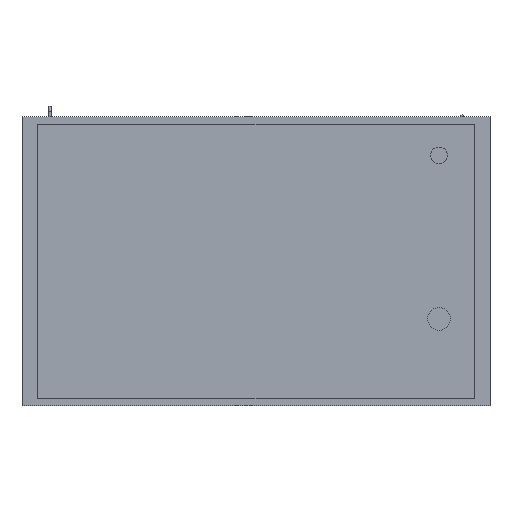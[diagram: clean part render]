
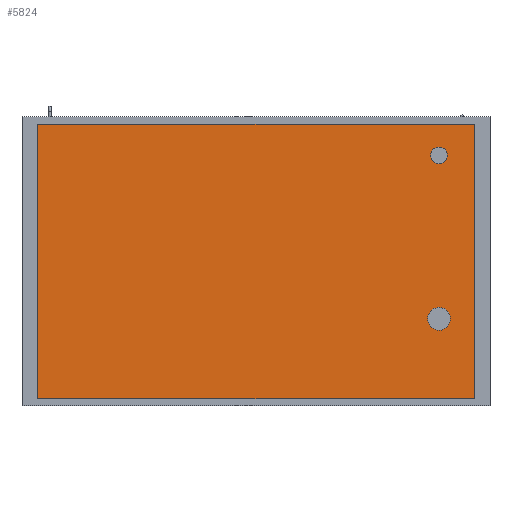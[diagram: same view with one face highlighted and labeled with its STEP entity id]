
A CAD part, front view. The second image highlights one B-rep face of the part: STEP entity #5824.
In plain terms, the highlighted planar face has unit normal (0, -1, 0).
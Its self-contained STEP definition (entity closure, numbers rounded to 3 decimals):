
#92=FACE_BOUND('',#761,.T.);
#93=FACE_BOUND('',#762,.T.);
#112=PLANE('',#6245);
#401=FACE_OUTER_BOUND('',#760,.T.);
#760=EDGE_LOOP('',(#4111,#4112,#4113,#4114));
#761=EDGE_LOOP('',(#4115));
#762=EDGE_LOOP('',(#4116));
#1126=LINE('',#8481,#1823);
#1130=LINE('',#8489,#1827);
#1133=LINE('',#8495,#1830);
#1136=LINE('',#8500,#1833);
#1823=VECTOR('',#6775,10.);
#1827=VECTOR('',#6781,10.);
#1830=VECTOR('',#6786,10.);
#1833=VECTOR('',#6791,10.);
#2507=CIRCLE('',#6229,20.);
#2509=CIRCLE('',#6233,27.5);
#2653=VERTEX_POINT('',#8442);
#2655=VERTEX_POINT('',#8449);
#2664=VERTEX_POINT('',#8479);
#2665=VERTEX_POINT('',#8480);
#2668=VERTEX_POINT('',#8488);
#2670=VERTEX_POINT('',#8494);
#3216=EDGE_CURVE('',#2653,#2653,#2507,.T.);
#3219=EDGE_CURVE('',#2655,#2655,#2509,.T.);
#3232=EDGE_CURVE('',#2664,#2665,#1126,.T.);
#3236=EDGE_CURVE('',#2668,#2664,#1130,.T.);
#3239=EDGE_CURVE('',#2670,#2668,#1133,.T.);
#3242=EDGE_CURVE('',#2665,#2670,#1136,.T.);
#4111=ORIENTED_EDGE('',*,*,#3242,.F.);
#4112=ORIENTED_EDGE('',*,*,#3232,.F.);
#4113=ORIENTED_EDGE('',*,*,#3236,.F.);
#4114=ORIENTED_EDGE('',*,*,#3239,.F.);
#4115=ORIENTED_EDGE('',*,*,#3216,.T.);
#4116=ORIENTED_EDGE('',*,*,#3219,.T.);
#5824=ADVANCED_FACE('',(#401,#92,#93),#112,.F.);
#6229=AXIS2_PLACEMENT_3D('',#8444,#6738,#6739);
#6233=AXIS2_PLACEMENT_3D('',#8451,#6747,#6748);
#6245=AXIS2_PLACEMENT_3D('',#8503,#6795,#6796);
#6738=DIRECTION('center_axis',(0.,1.,0.));
#6739=DIRECTION('ref_axis',(1.,0.,0.));
#6747=DIRECTION('center_axis',(0.,1.,0.));
#6748=DIRECTION('ref_axis',(1.,0.,0.));
#6775=DIRECTION('',(0.,0.,1.));
#6781=DIRECTION('',(-1.,0.,0.));
#6786=DIRECTION('',(0.,0.,-1.));
#6791=DIRECTION('',(1.,0.,0.));
#6795=DIRECTION('center_axis',(0.,1.,0.));
#6796=DIRECTION('ref_axis',(0.,0.,1.));
#8442=CARTESIAN_POINT('',(420.,0.,255.));
#8444=CARTESIAN_POINT('Origin',(440.,0.,255.));
#8449=CARTESIAN_POINT('',(412.5,0.,-138.));
#8451=CARTESIAN_POINT('Origin',(440.,0.,-138.));
#8479=CARTESIAN_POINT('',(-525.,0.,-330.));
#8480=CARTESIAN_POINT('',(-525.,0.,330.));
#8481=CARTESIAN_POINT('',(-525.,0.,-330.));
#8488=CARTESIAN_POINT('',(525.,0.,-330.));
#8489=CARTESIAN_POINT('',(525.,0.,-330.));
#8494=CARTESIAN_POINT('',(525.,0.,330.));
#8495=CARTESIAN_POINT('',(525.,0.,330.));
#8500=CARTESIAN_POINT('',(-525.,0.,330.));
#8503=CARTESIAN_POINT('Origin',(0.,0.,0.));
